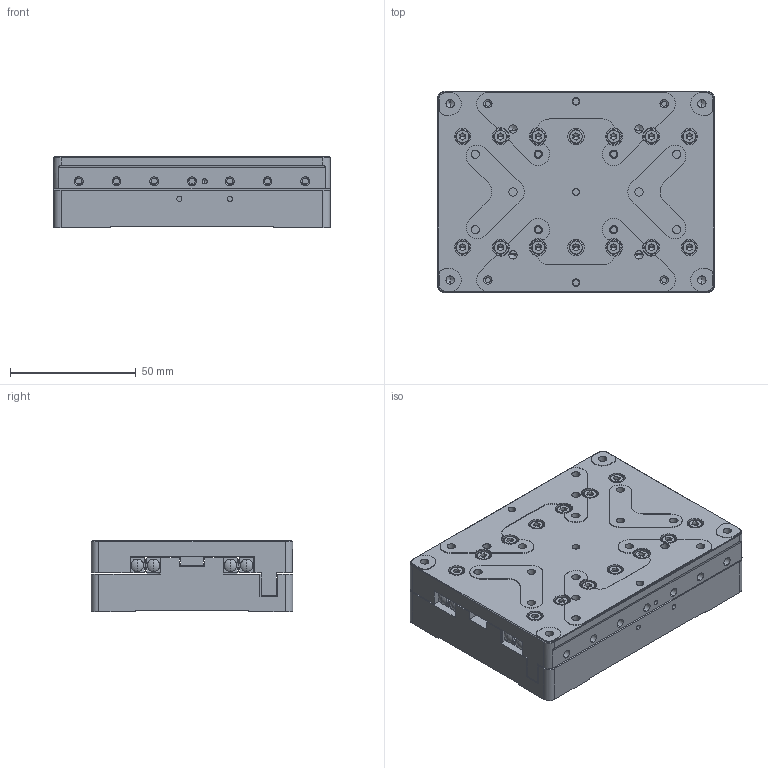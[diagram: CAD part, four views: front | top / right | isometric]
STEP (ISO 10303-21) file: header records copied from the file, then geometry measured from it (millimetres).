
FILE_DESCRIPTION (( 'STEP AP203' ), '1' );
FILE_NAME ('527455.STEP', '2025-04-09T08:40:51', ( 'Windows User' ), ( 'P R C' ), 'SwSTEP 2.0', 'SolidWorks 2020', '' );
FILE_SCHEMA (( 'CONFIG_CONTROL_DESIGN' ));
Length unit declared in the file: millimetre
Products named in the file (10): socket head cap screw_din_DIN 912 M3 x 10 --- 10N.STEP; socket head cap screw_din_DIN 912 M3 x 5 --- 5N.STEP; 527455; HT_LS2-0860-JCEL-402.STEP; JZ_LS2-0860-JCEL-402.STEP; VR2-105x18Z__7____.STEP; VR2_105_GD.STEP; DG_LS2-0860-JCEL-402.STEP; VR2_18Z_BCJ.STEP; 527455-527475.STEP
Assembly tree (29 placements, depth 4):
  527455
    527455-527475.STEP
      VR2-105x18Z__7____.STEP  x2
        VR2_105_GD.STEP
        VR2_18Z_BCJ.STEP
      JZ_LS2-0860-JCEL-402.STEP
      HT_LS2-0860-JCEL-402.STEP
      DG_LS2-0860-JCEL-402.STEP
      socket head cap screw_din_DIN 912 M3 x 5 --- 5N.STEP  x14
      socket head cap screw_din_DIN 912 M3 x 10 --- 10N.STEP  x6
Bounding box: 110 x 80 x 28.5 mm (x, y, z)
Volume: 240897 mm3; surface area: 87843.6 mm2
Topology: 29 solids, 29 shells, 1839 faces, 4463 edges, 2798 vertices
Faces by surface type: plane 853, cylinder 715, cone 175, torus 96
Entity records: 35325 total; most frequent: CARTESIAN_POINT 6318, DIRECTION 6016, ORIENTED_EDGE 5536, EDGE_CURVE 2768, AXIS2_PLACEMENT_3D 2227, VERTEX_POINT 1798, VECTOR 1562, LINE 1562
